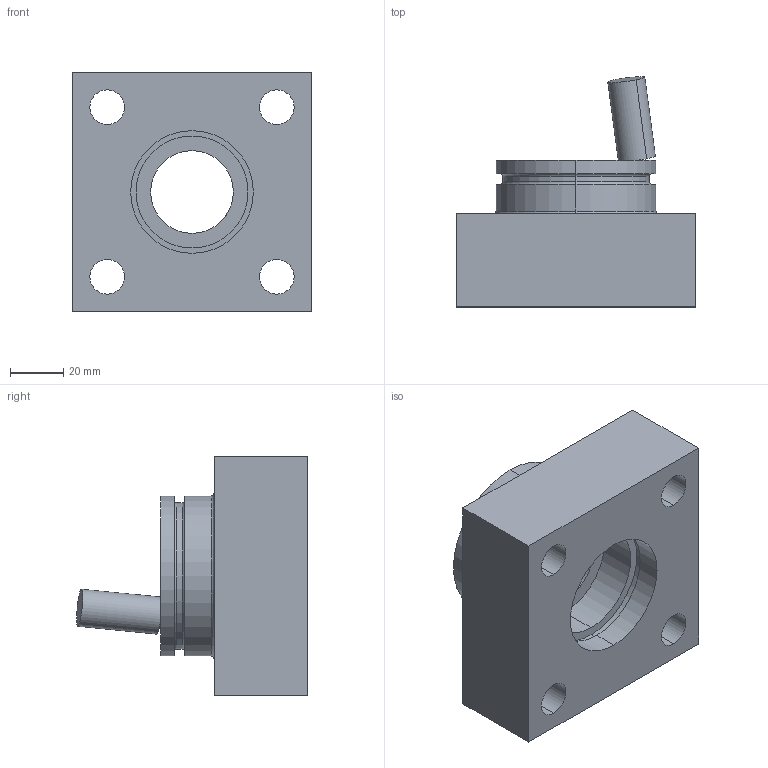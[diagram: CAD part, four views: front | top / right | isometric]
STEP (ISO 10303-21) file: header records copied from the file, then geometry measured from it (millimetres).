
FILE_DESCRIPTION (( 'STEP AP203' ), '1' );
FILE_NAME ('harjoituslaakeripaaty_s.STEP', '2023-06-01T08:03:41', ( '' ), ( '' ), 'SwSTEP 2.0', 'SolidWorks 2022', '' );
FILE_SCHEMA (( 'CONFIG_CONTROL_DESIGN' ));
Length unit declared in the file: millimetre
Products named in the file (1): harjoituslaakeripaaty_s
Bounding box: 90 x 86.51 x 90 mm (x, y, z)
Volume: 253863.1 mm3; surface area: 46169.9 mm2
Topology: 1 solids, 1 shells, 53 faces, 124 edges, 79 vertices
Faces by surface type: cylinder 30, plane 15, torus 6, cone 2
Entity records: 1661 total; most frequent: CARTESIAN_POINT 302, DIRECTION 293, ORIENTED_EDGE 244, AXIS2_PLACEMENT_3D 124, EDGE_CURVE 122, VERTEX_POINT 79, EDGE_LOOP 73, CIRCLE 70
